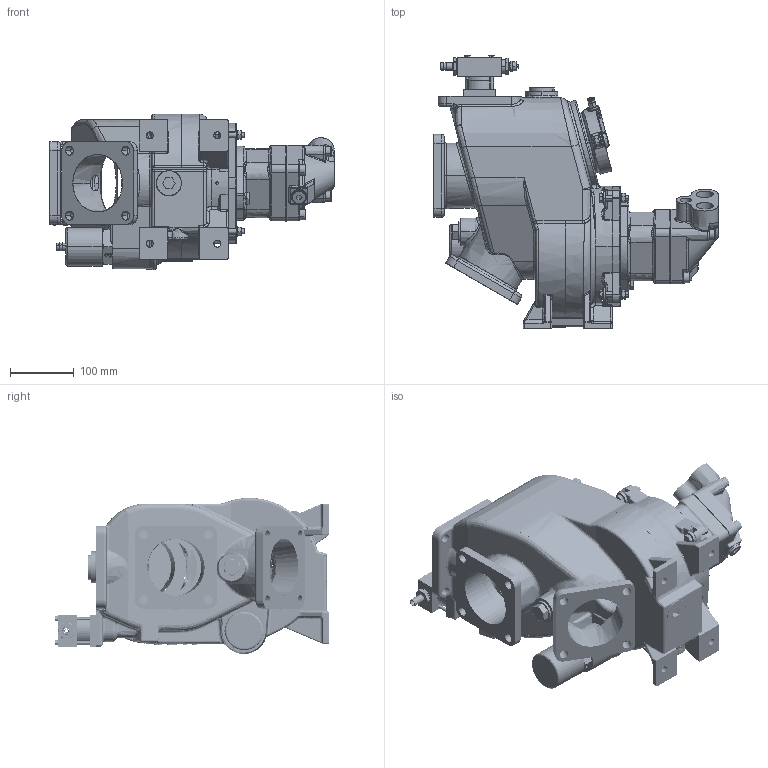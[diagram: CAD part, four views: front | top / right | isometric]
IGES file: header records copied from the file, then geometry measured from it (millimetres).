
Start section: SolidWorks IGES file using analytic representation for surfaces
Global section: file name: BETA2-HY-..._251739.IGS; native system: SolidWorks 2010; preprocessor: SolidWorks 2010; author: larsenr; date: 140324.113716; units: millimetre
Bounding box: 446.4 x 429.5 x 245.01 mm (x, y, z)
Surface area: 757959 mm2 (no closed solid volume)
Topology: 0 solids, 0 shells, 2220 faces, 30598 edges, 30506 vertices
Faces by surface type: bspline 1355, revolution 865
